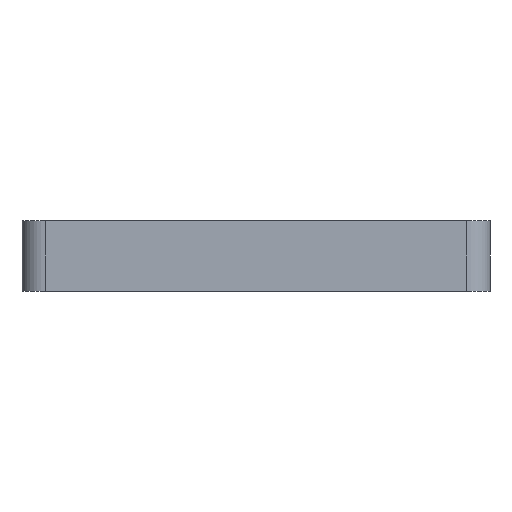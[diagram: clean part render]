
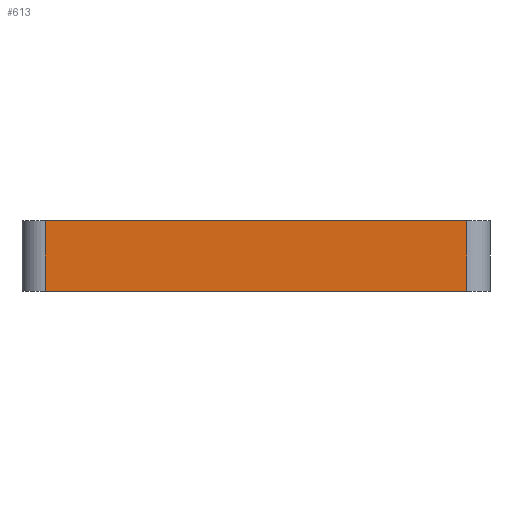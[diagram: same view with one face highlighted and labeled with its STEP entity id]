
A CAD part, left-side view. The second image highlights one B-rep face of the part: STEP entity #613.
In plain terms, the highlighted planar face has unit normal (-1, 0, 0).
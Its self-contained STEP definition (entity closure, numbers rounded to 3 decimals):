
#154=CARTESIAN_POINT('Vertex',(0.,95.,15.)) ;
#157=CARTESIAN_POINT('Line Origine',(0.,50.,15.)) ;
#161=CARTESIAN_POINT('Vertex',(0.,5.,15.)) ;
#583=CARTESIAN_POINT('Axis2P3D Location',(0.,100.,0.)) ;
#588=CARTESIAN_POINT('Line Origine',(0.,95.,7.5)) ;
#592=CARTESIAN_POINT('Vertex',(0.,95.,0.)) ;
#595=CARTESIAN_POINT('Line Origine',(0.,50.,0.)) ;
#599=CARTESIAN_POINT('Vertex',(0.,5.,0.)) ;
#602=CARTESIAN_POINT('Line Origine',(0.,5.,7.5)) ;
#158=DIRECTION('Vector Direction',(0.,-1.,0.)) ;
#584=DIRECTION('Axis2P3D Direction',(-1.,0.,0.)) ;
#585=DIRECTION('Axis2P3D XDirection',(0.,-1.,0.)) ;
#589=DIRECTION('Vector Direction',(0.,0.,1.)) ;
#596=DIRECTION('Vector Direction',(0.,-1.,0.)) ;
#603=DIRECTION('Vector Direction',(0.,0.,1.)) ;
#586=AXIS2_PLACEMENT_3D('Plane Axis2P3D',#583,#584,#585) ;
#608=ORIENTED_EDGE('',*,*,#163,.F.) ;
#609=ORIENTED_EDGE('',*,*,#594,.F.) ;
#610=ORIENTED_EDGE('',*,*,#601,.T.) ;
#611=ORIENTED_EDGE('',*,*,#606,.T.) ;
#159=VECTOR('Line Direction',#158,1.) ;
#590=VECTOR('Line Direction',#589,1.) ;
#597=VECTOR('Line Direction',#596,1.) ;
#604=VECTOR('Line Direction',#603,1.) ;
#613=ADVANCED_FACE('Corps principal',(#612),#587,.T.) ;
#163=EDGE_CURVE('',#155,#162,#160,.T.) ;
#594=EDGE_CURVE('',#593,#155,#591,.T.) ;
#601=EDGE_CURVE('',#593,#600,#598,.T.) ;
#606=EDGE_CURVE('',#600,#162,#605,.T.) ;
#607=EDGE_LOOP('',(#608,#609,#610,#611)) ;
#612=FACE_OUTER_BOUND('',#607,.T.) ;
#160=LINE('Line',#157,#159) ;
#591=LINE('Line',#588,#590) ;
#598=LINE('Line',#595,#597) ;
#605=LINE('Line',#602,#604) ;
#587=PLANE('',#586) ;
#155=VERTEX_POINT('',#154) ;
#162=VERTEX_POINT('',#161) ;
#593=VERTEX_POINT('',#592) ;
#600=VERTEX_POINT('',#599) ;
